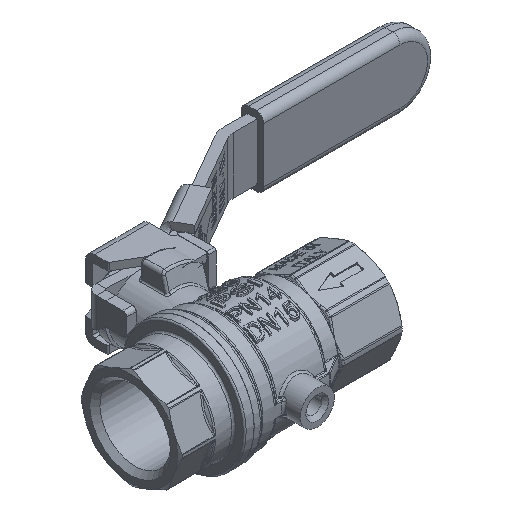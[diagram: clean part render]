
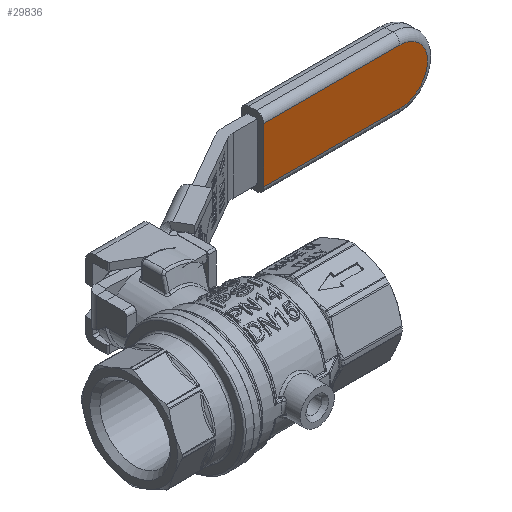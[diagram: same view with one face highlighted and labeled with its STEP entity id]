
A CAD part, isometric view. The second image highlights one B-rep face of the part: STEP entity #29836.
In plain terms, the highlighted planar face has unit normal (0, -1, 0).
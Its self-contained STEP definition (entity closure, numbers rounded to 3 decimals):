
#3230=LINE('',#63058,#5637);
#3233=LINE('',#63065,#5640);
#3253=LINE('',#63122,#5660);
#5637=VECTOR('',#38149,35.95);
#5640=VECTOR('',#38156,35.95);
#5660=VECTOR('',#38218,14.5);
#6518=PLANE('',#31833);
#9529=FACE_OUTER_BOUND('',#11407,.T.);
#11407=EDGE_LOOP('',(#27903,#27904,#27905,#27906));
#12064=CIRCLE('',#31805,7.25);
#14849=VERTEX_POINT('',#63047);
#14850=VERTEX_POINT('',#63049);
#14853=VERTEX_POINT('',#63056);
#14854=VERTEX_POINT('',#63061);
#19180=EDGE_CURVE('',#14849,#14850,#12064,.T.);
#19184=EDGE_CURVE('',#14853,#14849,#3230,.T.);
#19188=EDGE_CURVE('',#14850,#14854,#3233,.T.);
#19216=EDGE_CURVE('',#14854,#14853,#3253,.T.);
#27903=ORIENTED_EDGE('',*,*,#19184,.F.);
#27904=ORIENTED_EDGE('',*,*,#19216,.F.);
#27905=ORIENTED_EDGE('',*,*,#19188,.F.);
#27906=ORIENTED_EDGE('',*,*,#19180,.F.);
#29836=ADVANCED_FACE('',(#9529),#6518,.F.);
#31805=AXIS2_PLACEMENT_3D('',#63050,#38139,#38140);
#31833=AXIS2_PLACEMENT_3D('',#63123,#38219,#38220);
#38139=DIRECTION('center_axis',(0.,1.,0.));
#38140=DIRECTION('ref_axis',(1.,0.,0.));
#38149=DIRECTION('',(1.,0.,0.));
#38156=DIRECTION('',(-1.,0.,0.));
#38218=DIRECTION('',(0.,0.,1.));
#38219=DIRECTION('center_axis',(0.,1.,0.));
#38220=DIRECTION('ref_axis',(1.,0.,0.));
#63047=CARTESIAN_POINT('',(86.525,44.784,7.25));
#63049=CARTESIAN_POINT('',(86.525,44.784,-7.25));
#63050=CARTESIAN_POINT('Origin',(86.525,44.784,0.));
#63056=CARTESIAN_POINT('',(50.575,44.784,7.25));
#63058=CARTESIAN_POINT('',(78.978,44.784,7.25));
#63061=CARTESIAN_POINT('',(50.575,44.784,-7.25));
#63065=CARTESIAN_POINT('',(61.003,44.784,-7.25));
#63122=CARTESIAN_POINT('',(50.575,44.784,-9.25));
#63123=CARTESIAN_POINT('Origin',(71.431,44.784,0.));
